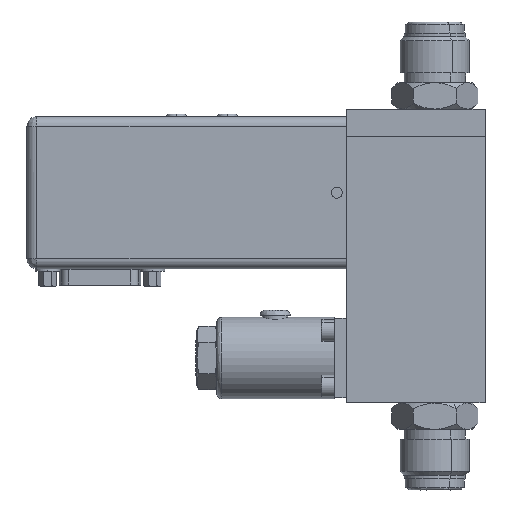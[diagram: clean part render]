
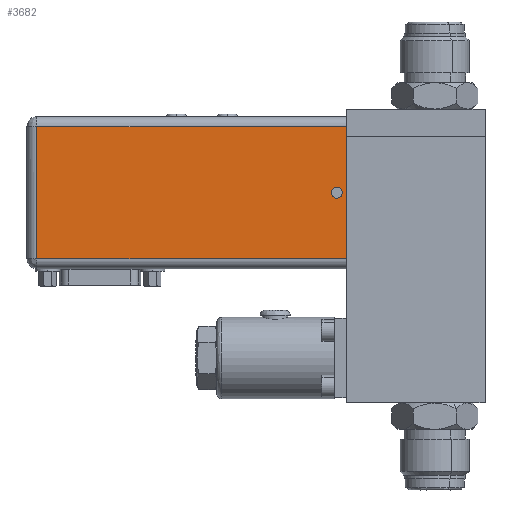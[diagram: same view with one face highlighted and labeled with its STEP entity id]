
A CAD part, left-side view. The second image highlights one B-rep face of the part: STEP entity #3682.
In plain terms, the highlighted planar face has unit normal (-1, 0, 0).
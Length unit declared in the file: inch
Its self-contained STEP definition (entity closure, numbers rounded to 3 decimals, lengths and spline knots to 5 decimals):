
#126 = VERTEX_POINT ( 'NONE', #773 ) ;
#236 = EDGE_CURVE ( 'NONE', #126, #9627, #2309, .T. ) ;
#254 = VECTOR ( 'NONE', #4526, 39.37008 ) ;
#773 = CARTESIAN_POINT ( 'NONE',  ( -0.7345, 1.739, 0.14 ) ) ;
#975 = VERTEX_POINT ( 'NONE', #8602 ) ;
#1008 = EDGE_LOOP ( 'NONE', ( #1327, #9975, #10977, #6096 ) ) ;
#1283 = VERTEX_POINT ( 'NONE', #1642 ) ;
#1327 = ORIENTED_EDGE ( 'NONE', *, *, #5987, .T. ) ;
#1642 = CARTESIAN_POINT ( 'NONE',  ( -0.7345, 1.857, 0.899 ) ) ;
#1686 = DIRECTION ( 'NONE',  ( 0., 0., -1. ) ) ;
#1754 = LINE ( 'NONE', #3767, #11796 ) ;
#2188 = DIRECTION ( 'NONE',  ( 1., 0., 0. ) ) ;
#2309 = LINE ( 'NONE', #9008, #4587 ) ;
#2552 = CARTESIAN_POINT ( 'NONE',  ( -0.7345, 5.614, 0.14 ) ) ;
#2661 = CARTESIAN_POINT ( 'NONE',  ( -0.7345, 1.739, 0.968 ) ) ;
#2791 = PLANE ( 'NONE',  #7257 ) ;
#2932 = DIRECTION ( 'NONE',  ( 0., 0., 1. ) ) ;
#2945 = AXIS2_PLACEMENT_3D ( 'NONE', #4804, #9710, #2932 ) ;
#3387 = ORIENTED_EDGE ( 'NONE', *, *, #11853, .T. ) ;
#3682 = ADVANCED_FACE ( 'NONE', ( #9822, #5006 ), #2791, .T. ) ;
#3767 = CARTESIAN_POINT ( 'NONE',  ( -0.7345, 1.739, 1.796 ) ) ;
#4526 = DIRECTION ( 'NONE',  ( 0., 0., -1. ) ) ;
#4587 = VECTOR ( 'NONE', #9848, 39.37008 ) ;
#4780 = ORIENTED_EDGE ( 'NONE', *, *, #7504, .T. ) ;
#4804 = CARTESIAN_POINT ( 'NONE',  ( -0.7345, 1.857, 0.968 ) ) ;
#4892 = EDGE_CURVE ( 'NONE', #11407, #975, #1754, .T. ) ;
#5006 = FACE_BOUND ( 'NONE', #8046, .T. ) ;
#5429 = LINE ( 'NONE', #10330, #254 ) ;
#5844 = DIRECTION ( 'NONE',  ( -1., 0., 0. ) ) ;
#5856 = AXIS2_PLACEMENT_3D ( 'NONE', #6300, #2188, #11004 ) ;
#5987 = EDGE_CURVE ( 'NONE', #975, #9627, #5429, .T. ) ;
#6096 = ORIENTED_EDGE ( 'NONE', *, *, #4892, .T. ) ;
#6300 = CARTESIAN_POINT ( 'NONE',  ( -0.7345, 1.857, 0.968 ) ) ;
#6364 = VERTEX_POINT ( 'NONE', #9769 ) ;
#6459 = VECTOR ( 'NONE', #1686, 39.37008 ) ;
#6791 = CIRCLE ( 'NONE', #2945, 0.069 ) ;
#6951 = EDGE_CURVE ( 'NONE', #11407, #126, #9643, .T. ) ;
#7257 = AXIS2_PLACEMENT_3D ( 'NONE', #10441, #5844, #7821 ) ;
#7504 = EDGE_CURVE ( 'NONE', #1283, #6364, #9607, .T. ) ;
#7821 = DIRECTION ( 'NONE',  ( 0., 0., 1. ) ) ;
#8046 = EDGE_LOOP ( 'NONE', ( #3387, #4780 ) ) ;
#8602 = CARTESIAN_POINT ( 'NONE',  ( -0.7345, 5.614, 1.796 ) ) ;
#8775 = CARTESIAN_POINT ( 'NONE',  ( -0.7345, 1.739, 1.796 ) ) ;
#9008 = CARTESIAN_POINT ( 'NONE',  ( -0.7345, 1.739, 0.14 ) ) ;
#9607 = CIRCLE ( 'NONE', #5856, 0.069 ) ;
#9627 = VERTEX_POINT ( 'NONE', #2552 ) ;
#9643 = LINE ( 'NONE', #2661, #6459 ) ;
#9710 = DIRECTION ( 'NONE',  ( 1., 0., 0. ) ) ;
#9769 = CARTESIAN_POINT ( 'NONE',  ( -0.7345, 1.857, 1.037 ) ) ;
#9822 = FACE_OUTER_BOUND ( 'NONE', #1008, .T. ) ;
#9848 = DIRECTION ( 'NONE',  ( 0., 1., 0. ) ) ;
#9975 = ORIENTED_EDGE ( 'NONE', *, *, #236, .F. ) ;
#10330 = CARTESIAN_POINT ( 'NONE',  ( -0.7345, 5.614, 0.968 ) ) ;
#10441 = CARTESIAN_POINT ( 'NONE',  ( -0.7345, 1.739, 0.968 ) ) ;
#10977 = ORIENTED_EDGE ( 'NONE', *, *, #6951, .F. ) ;
#11004 = DIRECTION ( 'NONE',  ( 0., 0., 1. ) ) ;
#11407 = VERTEX_POINT ( 'NONE', #8775 ) ;
#11796 = VECTOR ( 'NONE', #12241, 39.37008 ) ;
#11853 = EDGE_CURVE ( 'NONE', #6364, #1283, #6791, .T. ) ;
#12241 = DIRECTION ( 'NONE',  ( 0., 1., 0. ) ) ;
